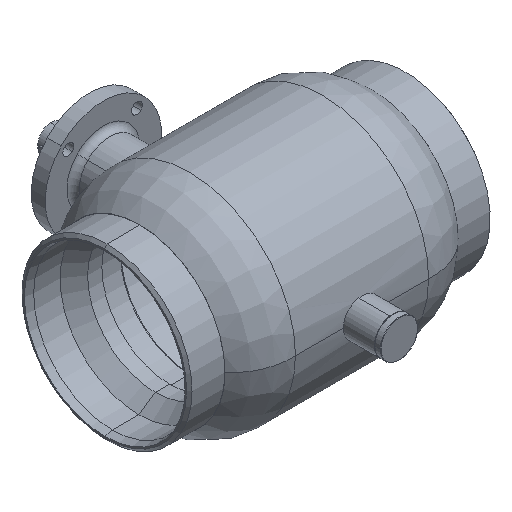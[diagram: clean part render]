
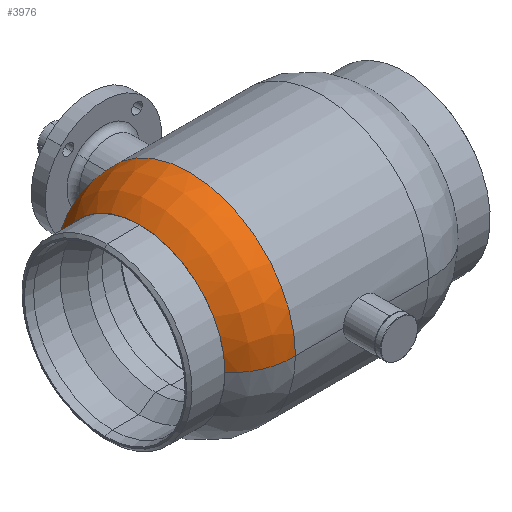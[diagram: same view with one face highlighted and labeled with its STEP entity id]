
A CAD part, isometric view. The second image highlights one B-rep face of the part: STEP entity #3976.
In plain terms, the highlighted toroidal (fillet/blend) face has major radius 55.763 mm and minor radius 80.856 mm.
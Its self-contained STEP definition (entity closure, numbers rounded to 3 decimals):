
#132 = CIRCLE ( 'NONE', #2590, 110.107 ) ;
#153 = FACE_OUTER_BOUND ( 'NONE', #3989, .T. ) ;
#400 = DIRECTION ( 'NONE',  ( 0., -1., 0. ) ) ;
#473 = DIRECTION ( 'NONE',  ( -1., 0., 0. ) ) ;
#586 = DIRECTION ( 'NONE',  ( -1., 0., 0. ) ) ;
#656 = EDGE_CURVE ( 'NONE', #4480, #2697, #1883, .T. ) ;
#757 = DIRECTION ( 'NONE',  ( 0., 0., 1. ) ) ;
#1001 = AXIS2_PLACEMENT_3D ( 'NONE', #4841, #1738, #473 ) ;
#1151 = CARTESIAN_POINT ( 'NONE',  ( -85.732, 136.5, 0. ) ) ;
#1285 = CARTESIAN_POINT ( 'NONE',  ( -150., -110.107, 0. ) ) ;
#1295 = ORIENTED_EDGE ( 'NONE', *, *, #2769, .F. ) ;
#1493 = AXIS2_PLACEMENT_3D ( 'NONE', #2524, #757, #3692 ) ;
#1679 = DIRECTION ( 'NONE',  ( 0., -1., 0. ) ) ;
#1738 = DIRECTION ( 'NONE',  ( 0., 0., -1. ) ) ;
#1741 = CARTESIAN_POINT ( 'NONE',  ( -150., 0., 0. ) ) ;
#1845 = CIRCLE ( 'NONE', #1001, 80.856 ) ;
#1883 = CIRCLE ( 'NONE', #1493, 80.856 ) ;
#1998 = CARTESIAN_POINT ( 'NONE',  ( -150., 110.107, 0. ) ) ;
#2273 = CIRCLE ( 'NONE', #4038, 136.5 ) ;
#2396 = CARTESIAN_POINT ( 'NONE',  ( -90.129, 0., 0. ) ) ;
#2464 = VERTEX_POINT ( 'NONE', #1285 ) ;
#2524 = CARTESIAN_POINT ( 'NONE',  ( -90.129, 55.763, 0. ) ) ;
#2590 = AXIS2_PLACEMENT_3D ( 'NONE', #1741, #5678, #1679 ) ;
#2617 = ORIENTED_EDGE ( 'NONE', *, *, #5584, .T. ) ;
#2697 = VERTEX_POINT ( 'NONE', #1998 ) ;
#2769 = EDGE_CURVE ( 'NONE', #2464, #2697, #132, .T. ) ;
#3286 = EDGE_CURVE ( 'NONE', #5358, #2464, #1845, .T. ) ;
#3349 = DIRECTION ( 'NONE',  ( 0., -1., 0. ) ) ;
#3415 = CARTESIAN_POINT ( 'NONE',  ( -85.732, -136.5, 0. ) ) ;
#3692 = DIRECTION ( 'NONE',  ( 0., -1., 0. ) ) ;
#3793 = TOROIDAL_SURFACE ( 'NONE', #4569, 55.763, 80.856 ) ;
#3976 = ADVANCED_FACE ( 'NONE', ( #153 ), #3793, .T. ) ;
#3989 = EDGE_LOOP ( 'NONE', ( #2617, #4304, #1295, #5756 ) ) ;
#4038 = AXIS2_PLACEMENT_3D ( 'NONE', #4429, #5747, #400 ) ;
#4304 = ORIENTED_EDGE ( 'NONE', *, *, #656, .T. ) ;
#4429 = CARTESIAN_POINT ( 'NONE',  ( -85.732, 0., 0. ) ) ;
#4480 = VERTEX_POINT ( 'NONE', #1151 ) ;
#4569 = AXIS2_PLACEMENT_3D ( 'NONE', #2396, #586, #3349 ) ;
#4841 = CARTESIAN_POINT ( 'NONE',  ( -90.129, -55.763, 0. ) ) ;
#5358 = VERTEX_POINT ( 'NONE', #3415 ) ;
#5584 = EDGE_CURVE ( 'NONE', #5358, #4480, #2273, .T. ) ;
#5678 = DIRECTION ( 'NONE',  ( -1., 0., 0. ) ) ;
#5747 = DIRECTION ( 'NONE',  ( -1., 0., 0. ) ) ;
#5756 = ORIENTED_EDGE ( 'NONE', *, *, #3286, .F. ) ;
